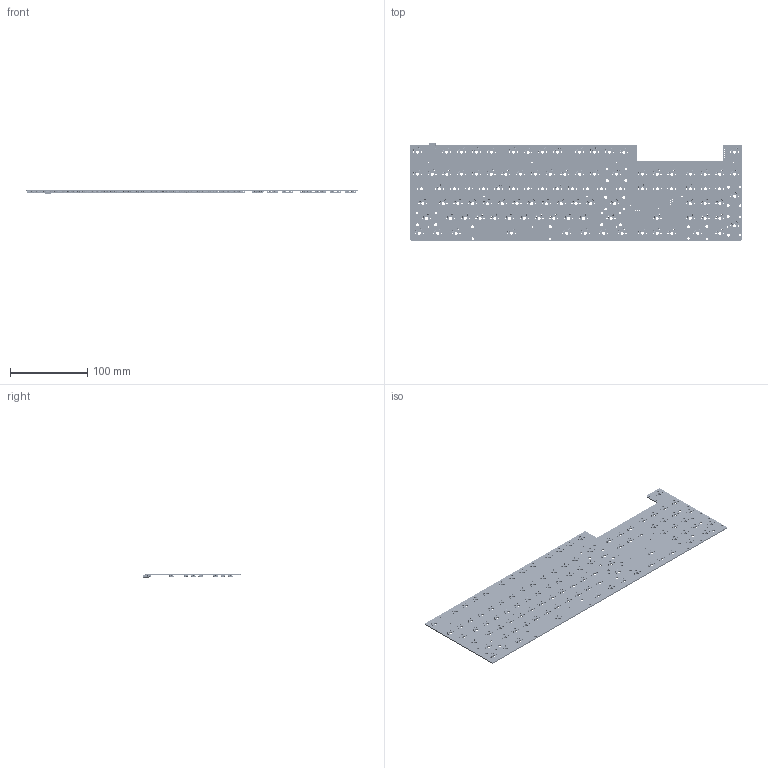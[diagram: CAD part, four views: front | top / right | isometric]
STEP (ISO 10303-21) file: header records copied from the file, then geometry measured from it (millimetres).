
FILE_DESCRIPTION(('KiCad electronic assembly'),'2;1');
FILE_NAME('VFD BAB.step','2025-02-23T10:09:10',('Pcbnew'),('Kicad'), 'Open CASCADE STEP processor 7.8','KiCad to STEP converter','Unknown' );
FILE_SCHEMA(('AUTOMOTIVE_DESIGN { 1 0 10303 214 1 1 1 1 }'));
Length unit declared in the file: millimetre
Products named in the file (8): VFD BAB 1; HS_CPG151101S11_MX; Kailh Hotswap v2; W25Q16JVUXIQ; W25X40CLUXIG TR; CON_TYPE-C-31-M-12; CON_TYPE-C-31-M-12 v0; fullsized keybored 3v3_PCB
Assembly tree (108 placements, depth 3):
  VFD BAB 1
    HS_CPG151101S11_MX  x102
      Kailh Hotswap v2
    W25Q16JVUXIQ
      W25X40CLUXIG TR
    CON_TYPE-C-31-M-12
      CON_TYPE-C-31-M-12 v0
    fullsized keybored 3v3_PCB
Bounding box: 428.62 x 125.49 x 4.81 mm (x, y, z)
Volume: 84883.7 mm3; surface area: 134937.2 mm2
Topology: 322 solids, 322 shells, 45696 faces, 113055 edges, 69314 vertices
Faces by surface type: plane 27192, cylinder 10484, bspline 5916, torus 1046, cone 1026, sphere 32
Full cylindrical faces by diameter (mm): 0.35 x9, 0.5 x2, 0.65 x2, 0.7 x31, 1 x9, 1.75 x204, 2.2 x11, 2.9 x204, 3 x204, 3.048 x16, 3.988 x118
Entity records: 59137 total; most frequent: CARTESIAN_POINT 11015, DIRECTION 9969, ORIENTED_EDGE 9300, EDGE_CURVE 4650, AXIS2_PLACEMENT_3D 3637, FACE_BOUND 3015, EDGE_LOOP 3015, VERTEX_POINT 2957
